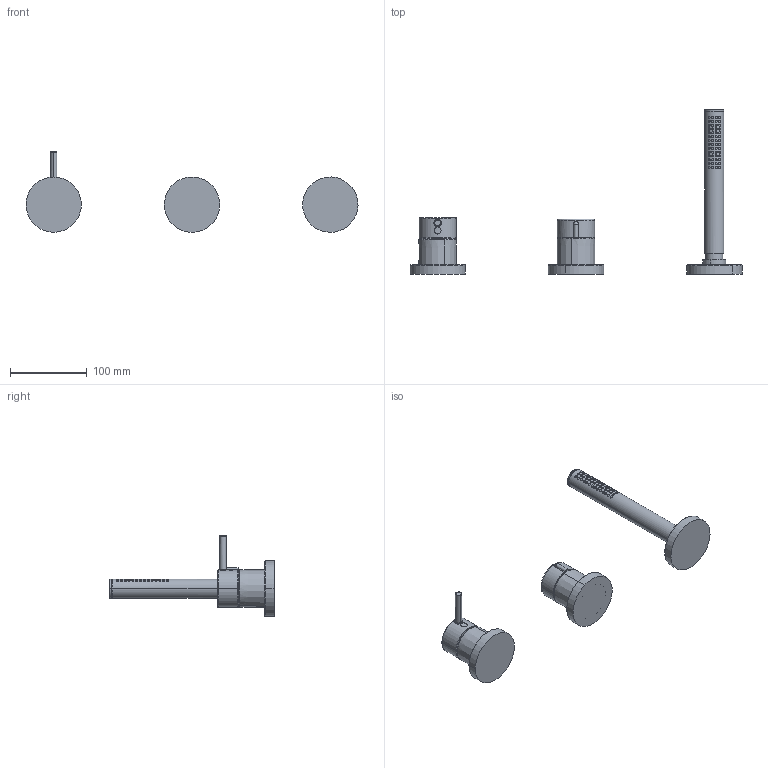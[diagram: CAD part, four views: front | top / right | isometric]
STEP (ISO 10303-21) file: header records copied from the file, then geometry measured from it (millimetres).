
FILE_DESCRIPTION (( 'STEP AP203' ), '1' );
FILE_NAME ('57319411.STEP', '2020-04-22T09:49:46', ( '' ), ( '' ), 'SwSTEP 2.0', 'SolidWorks 2016', '' );
FILE_SCHEMA (( 'CONFIG_CONTROL_DESIGN' ));
Length unit declared in the file: millimetre
Products named in the file (1): 57319411
Bounding box: 431.98 x 213.8 x 104.85 mm (x, y, z)
Volume: 533606.3 mm3; surface area: 92898.4 mm2
Topology: 10 solids, 10 shells, 161 faces, 321 edges, 242 vertices
Faces by surface type: bspline 84, cylinder 29, plane 25, torus 16, cone 4, sphere 3
Entity records: 14512 total; most frequent: CARTESIAN_POINT 11459, ORIENTED_EDGE 642, DIRECTION 448, EDGE_CURVE 321, VERTEX_POINT 242, EDGE_LOOP 223, AXIS2_PLACEMENT_3D 205, ADVANCED_FACE 161
